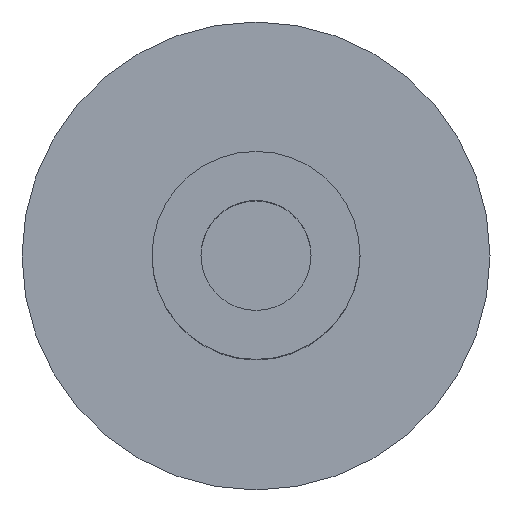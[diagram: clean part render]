
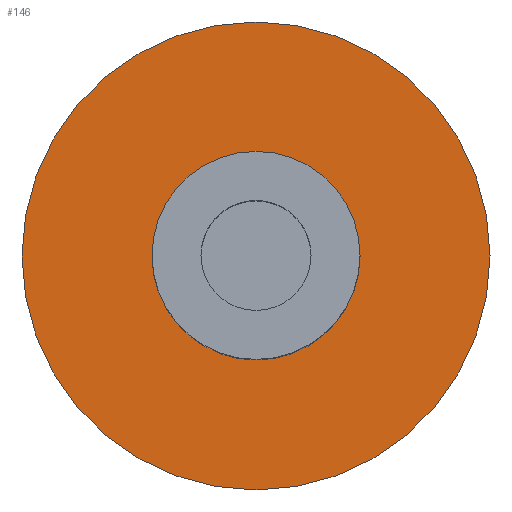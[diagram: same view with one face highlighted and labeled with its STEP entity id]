
A CAD part, top view. The second image highlights one B-rep face of the part: STEP entity #146.
In plain terms, the highlighted planar face has unit normal (0, 0, 1).
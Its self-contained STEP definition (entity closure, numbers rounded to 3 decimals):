
#17=FACE_BOUND('',#50,.T.);
#25=PLANE('',#178);
#36=FACE_OUTER_BOUND('',#49,.T.);
#49=EDGE_LOOP('',(#130));
#50=EDGE_LOOP('',(#131));
#55=CIRCLE('',#169,9.);
#59=CIRCLE('',#176,4.);
#77=VERTEX_POINT('',#356);
#81=VERTEX_POINT('',#371);
#92=EDGE_CURVE('',#77,#77,#55,.T.);
#98=EDGE_CURVE('',#81,#81,#59,.T.);
#130=ORIENTED_EDGE('',*,*,#92,.T.);
#131=ORIENTED_EDGE('',*,*,#98,.T.);
#146=ADVANCED_FACE('',(#36,#17),#25,.T.);
#169=AXIS2_PLACEMENT_3D('',#360,#198,#199);
#176=AXIS2_PLACEMENT_3D('',#373,#214,#215);
#178=AXIS2_PLACEMENT_3D('',#375,#218,#219);
#198=DIRECTION('center_axis',(0.,0.,1.));
#199=DIRECTION('ref_axis',(1.,0.,0.));
#214=DIRECTION('center_axis',(0.,0.,-1.));
#215=DIRECTION('ref_axis',(-1.,0.,0.));
#218=DIRECTION('center_axis',(0.,0.,1.));
#219=DIRECTION('ref_axis',(1.,0.,0.));
#356=CARTESIAN_POINT('',(9.,0.,4.5));
#360=CARTESIAN_POINT('Origin',(0.,0.,4.5));
#371=CARTESIAN_POINT('',(4.,0.,4.5));
#373=CARTESIAN_POINT('Origin',(0.,0.,4.5));
#375=CARTESIAN_POINT('Origin',(0.,0.,4.5));
